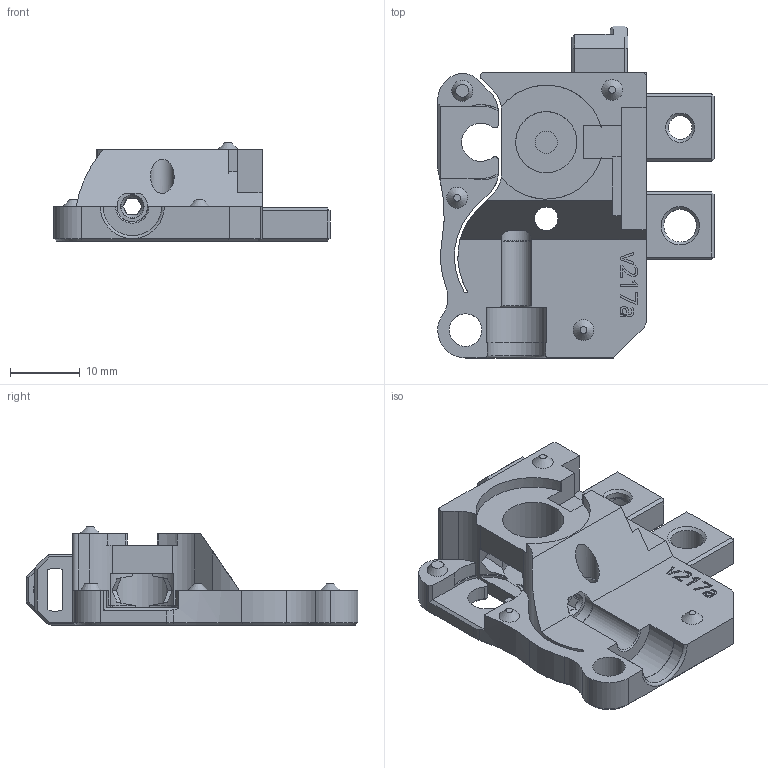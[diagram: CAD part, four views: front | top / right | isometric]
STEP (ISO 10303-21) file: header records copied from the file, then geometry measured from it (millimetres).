
FILE_DESCRIPTION(/* description */ (''),/* implementation_level */ '2;1');
FILE_NAME(/* name */ 'Encoder_Right.step',/* time_stamp */ '2023-10-30T22:03:44-04:00',/* author */ (''),/* organization */ (''),/* preprocessor_version */ 'ST-DEVELOPER v20',/* originating_system */ 'Autodesk Translation Framework v12.14.0.127',/* authorisation */ '');
FILE_SCHEMA (('AUTOMOTIVE_DESIGN { 1 0 10303 214 3 1 1 }'));
Length unit declared in the file: millimetre
Products named in the file (1): Encoder_Right
Bounding box: 39.75 x 47.7 x 14.17 mm (x, y, z)
Volume: 8107 mm3; surface area: 5544 mm2
Topology: 1 solids, 1 shells, 357 faces, 958 edges, 603 vertices
Faces by surface type: plane 237, cylinder 45, bspline 37, cone 33, torus 5
Full cylindrical faces by diameter (mm): 3.2 x1, 3.4 x2, 4.7 x3, 6 x1, 6.2 x1, 8.8 x1
Entity records: 11644 total; most frequent: CARTESIAN_POINT 2868, ORIENTED_EDGE 1892, DIRECTION 1701, EDGE_CURVE 946, LINE 649, VECTOR 649, VERTEX_POINT 597, AXIS2_PLACEMENT_3D 526
